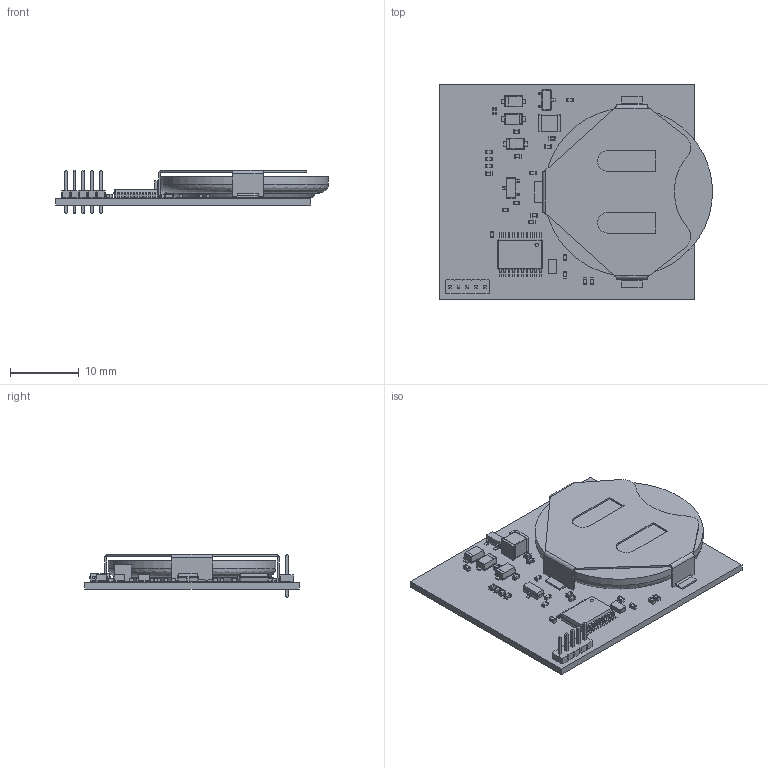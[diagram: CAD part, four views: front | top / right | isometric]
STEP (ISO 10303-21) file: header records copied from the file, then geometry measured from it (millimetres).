
FILE_DESCRIPTION(('KiCad electronic assembly'),'2;1');
FILE_NAME('DeathClock.step','2022-10-12T15:13:45',('Pcbnew'),('Kicad'), 'Open CASCADE STEP processor 7.5','KiCad to STEP converter','Unknown' );
FILE_SCHEMA(('AUTOMOTIVE_DESIGN { 1 0 10303 214 1 1 1 1 }'));
Length unit declared in the file: millimetre
Products named in the file (21): DeathClock 1; C_0402_1005Metric; SOLID; SOT-23; TSSOP-20_4.4x6.5mm_P0.65mm; Crystal_SMD_MicroCrystal_CC8V-T1A-2Pin_2.0x1.2mm; R_0402_1005Metric; adam_tech-BH-109B-5; COMPOUND; D_SOD-123F; L_1210_3225Metric; PinHeader_1x05_P1.27mm_Vertical; DeathClock PCB; DeathClock 2
Assembly tree (40 placements, depth 3):
  DeathClock 1
    C_0402_1005Metric  x16
      SOLID
    SOT-23  x2
      SOLID
    TSSOP-20_4.4x6.5mm_P0.65mm
      SOLID
    Crystal_SMD_MicroCrystal_CC8V-T1A-2Pin_2.0x1.2mm
      SOLID
    R_0402_1005Metric  x4
      SOLID
    adam_tech-BH-109B-5
      COMPOUND
    D_SOD-123F  x3
      SOLID
    L_1210_3225Metric
      SOLID
    PinHeader_1x05_P1.27mm_Vertical
      SOLID
    DeathClock PCB
  DeathClock 2
Bounding box: 39.74 x 31.2 x 6.3 mm (x, y, z)
Volume: 2660.1 mm3; surface area: 4784.3 mm2
Topology: 32 solids, 32 shells, 1373 faces, 3495 edges, 2241 vertices
Faces by surface type: bspline 1362, plane 6, cylinder 5
Full cylindrical faces by diameter (mm): 0.65 x5
Entity records: 47819 total; most frequent: CARTESIAN_POINT 17865, B_SPLINE_CURVE_WITH_KNOTS 5014, ORIENTED_EDGE 3822, PCURVE 3822, DEFINITIONAL_REPRESENTATION 3822, EDGE_CURVE 1911, SURFACE_CURVE 1902, VERTEX_POINT 1211
